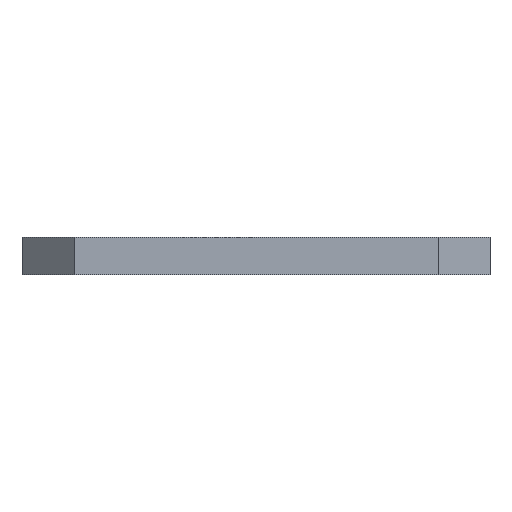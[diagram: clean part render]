
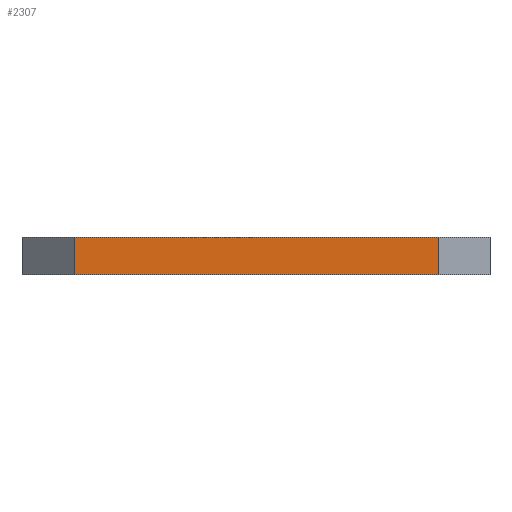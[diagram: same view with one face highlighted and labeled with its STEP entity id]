
A CAD part, front view. The second image highlights one B-rep face of the part: STEP entity #2307.
In plain terms, the highlighted planar face has unit normal (0, -1, 0).
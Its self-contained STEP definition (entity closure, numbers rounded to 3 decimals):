
#2307=ADVANCED_FACE('',(#4913),#4914,.T.);
#4913=FACE_OUTER_BOUND('',#7663,.T.);
#4914=PLANE('',#7664);
#7663=EDGE_LOOP('',(#14203,#14204,#14205,#14206));
#7664=AXIS2_PLACEMENT_3D('',#14207,#14208,#14209);
#14203=ORIENTED_EDGE('',*,*,#16052,.T.);
#14204=ORIENTED_EDGE('',*,*,#17131,.T.);
#14205=ORIENTED_EDGE('',*,*,#16059,.T.);
#14206=ORIENTED_EDGE('',*,*,#16071,.T.);
#14207=CARTESIAN_POINT('',(265.0,-315.0,0.0));
#14208=DIRECTION('',(0.0,-1.0,0.0));
#14209=DIRECTION('',(0.0,0.0,-1.0));
#16052=EDGE_CURVE('',#19853,#19850,#19854,.T.);
#16059=EDGE_CURVE('',#19860,#19864,#19866,.T.);
#16071=EDGE_CURVE('',#19864,#19853,#19886,.T.);
#17131=EDGE_CURVE('',#19850,#19860,#20946,.T.);
#19850=VERTEX_POINT('',#24267);
#19853=VERTEX_POINT('',#24271);
#19854=LINE('',#24272,#24273);
#19860=VERTEX_POINT('',#24281);
#19864=VERTEX_POINT('',#24287);
#19866=LINE('',#24290,#24291);
#19886=LINE('',#24319,#24320);
#20946=LINE('',#25383,#25384);
#24267=CARTESIAN_POINT('',(-245.0,-315.0,0.0));
#24271=CARTESIAN_POINT('',(-245.0,-315.0,50.0));
#24272=CARTESIAN_POINT('',(-245.0,-315.0,25.0));
#24273=VECTOR('',#27805,10.0);
#24281=CARTESIAN_POINT('',(245.0,-315.0,0.0));
#24287=CARTESIAN_POINT('',(245.0,-315.0,50.0));
#24290=CARTESIAN_POINT('',(245.0,-315.0,25.0));
#24291=VECTOR('',#27811,10.0);
#24319=CARTESIAN_POINT('',(-265.0,-315.0,50.0));
#24320=VECTOR('',#27820,1.0);
#25383=CARTESIAN_POINT('',(-265.0,-315.0,0.0));
#25384=VECTOR('',#29630,1.0);
#27805=DIRECTION('',(0.0,0.0,-1.0));
#27811=DIRECTION('',(0.0,0.0,1.0));
#27820=DIRECTION('',(-1.0,0.0,0.0));
#29630=DIRECTION('',(1.0,0.0,0.0));
